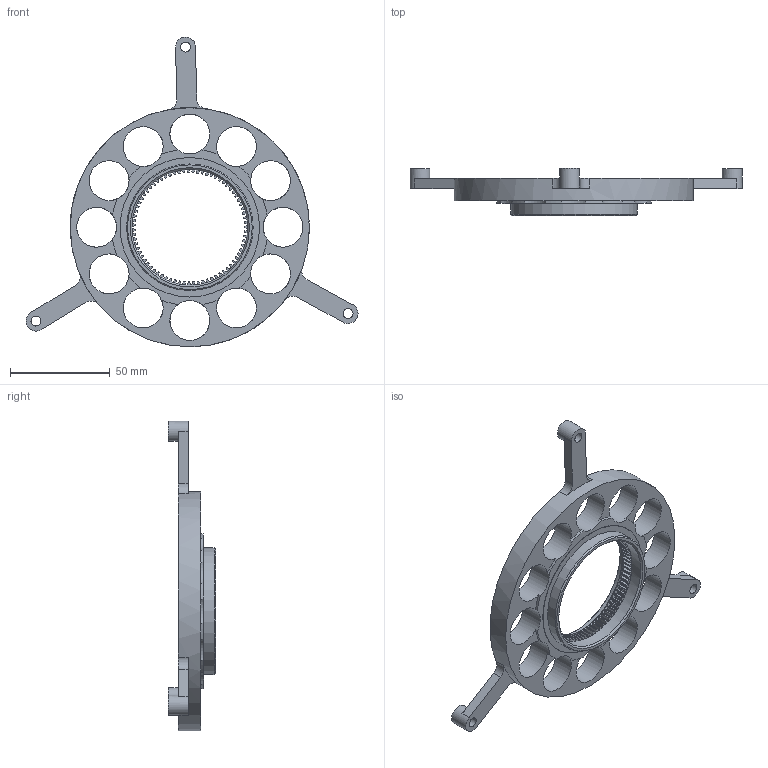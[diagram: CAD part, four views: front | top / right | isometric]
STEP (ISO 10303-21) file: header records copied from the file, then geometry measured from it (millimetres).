
FILE_DESCRIPTION(/* description */ ('','CAx-IF Rec.Pracs.---Representation and Presentation of Product Manufacturing Information (PMI)---4.0---2014-10-13'),/* implementation_level */ '2;1');
FILE_NAME(/* name */ 'couronne 2 350 v1.step',/* time_stamp */ '2025-02-06T16:05:45+01:00',/* author */ (''),/* organization */ (''),/* preprocessor_version */ 'ST-DEVELOPER v20',/* originating_system */ 'Autodesk Translation Framework v13.20.0.188',/* authorisation */ '');
FILE_SCHEMA (('AP242_MANAGED_MODEL_BASED_3D_ENGINEERING_MIM_LF { 1 0 10303 442 1 1 4 }'));
Length unit declared in the file: millimetre
Products named in the file (1): couronne 2 300
Bounding box: 166.53 x 23.7 x 155.37 mm (x, y, z)
Volume: 64934.7 mm3; surface area: 32205.4 mm2
Topology: 1 solids, 1 shells, 668 faces, 2013 edges, 1342 vertices
Faces by surface type: cylinder 493, bspline 150, plane 21, cone 4
Full cylindrical faces by diameter (mm): 5 x3, 10 x3, 20 x12, 58.2 x2, 62.4 x1, 63.5 x1, 67 x1, 70 x1, 120 x1
Entity records: 24173 total; most frequent: CARTESIAN_POINT 5986, ORIENTED_EDGE 4026, DIRECTION 3781, EDGE_CURVE 2013, AXIS2_PLACEMENT_3D 1549, VERTEX_POINT 1342, CIRCLE 1030, EDGE_LOOP 695
